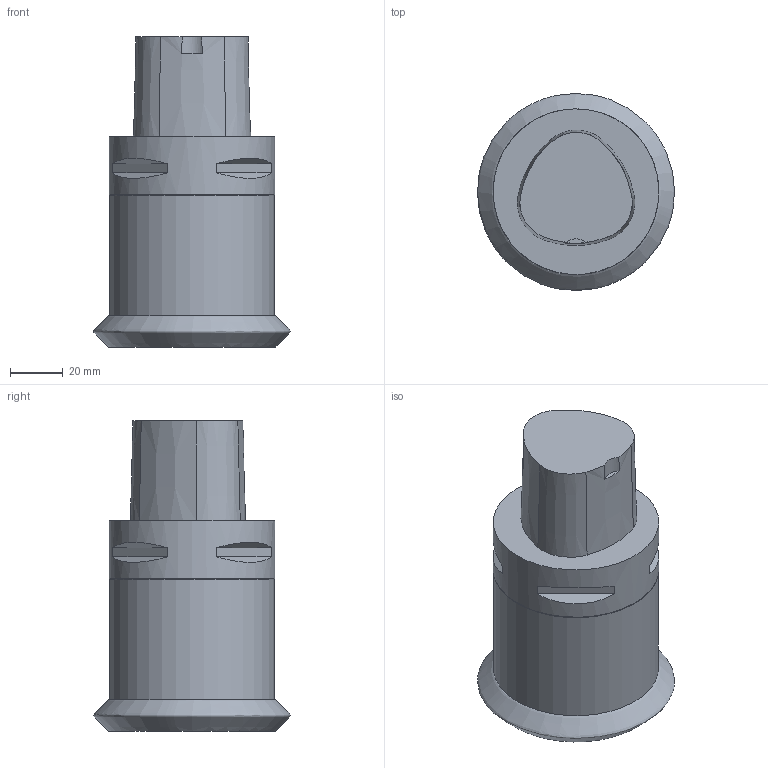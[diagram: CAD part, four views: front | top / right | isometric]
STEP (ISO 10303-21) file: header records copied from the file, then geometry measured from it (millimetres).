
FILE_DESCRIPTION(/* description */ (''),/* implementation_level */ '2;1');
FILE_NAME(/* name */ '1562213497091.stp',/* time_stamp */ '2019-07-04T09:41:47+05:00',/* author */ (''),/* organization */ ('SMS'),/* preprocessor_version */ 'ST-DEVELOPER v15',/* originating_system */ 'SIEMENS PLM Software NX 8.5',/* authorisation */ '');
FILE_SCHEMA (('AUTOMOTIVE_DESIGN { 1 0 10303 214 3 1 1 1 }'));
Length unit declared in the file: millimetre
Products named in the file (4): ASSEMBLY_CONSTRUCTION; 202415306mod000_00; 202446361mod000_00; 202446360mod000_00
Assembly tree (3 placements, depth 2):
  202446360mod000_00
    202446361mod000_00
    202415306mod000_00
    ASSEMBLY_CONSTRUCTION
Bounding box: 74.9 x 74.89 x 118 mm (x, y, z)
Volume: 319156 mm3; surface area: 35403.7 mm2
Topology: 2 solids, 3 shells, 39 faces, 87 edges, 72 vertices
Faces by surface type: plane 18, cone 11, torus 6, cylinder 3, bspline 1
Full cylindrical faces by diameter (mm): 62.662 x1, 63 x1
Entity records: 4659 total; most frequent: CARTESIAN_POINT 3603, DIRECTION 212, ORIENTED_EDGE 126, AXIS2_PLACEMENT_3D 95, EDGE_CURVE 63, EDGE_LOOP 56, VERTEX_POINT 49, ADVANCED_FACE 39
